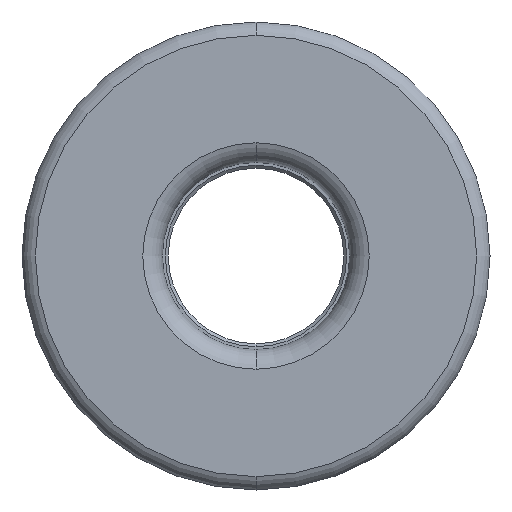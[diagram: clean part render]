
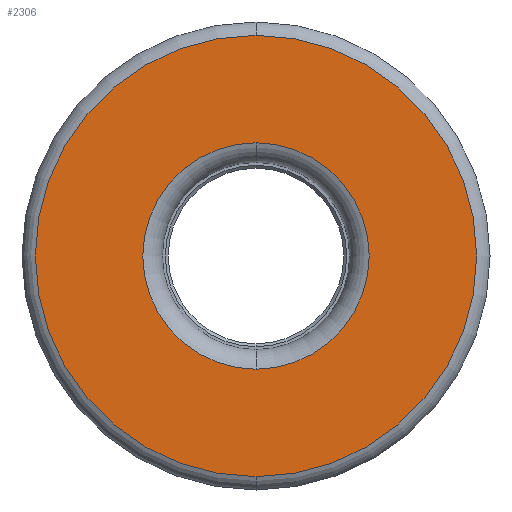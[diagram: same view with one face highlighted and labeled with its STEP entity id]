
A CAD part, left-side view. The second image highlights one B-rep face of the part: STEP entity #2306.
In plain terms, the highlighted planar face has unit normal (-1, 0, 0).
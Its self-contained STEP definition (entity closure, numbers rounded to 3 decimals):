
#1174=CARTESIAN_POINT('',(-1.75,0.,0.));
#1175=DIRECTION('',(-1.,0.,0.));
#1176=DIRECTION('',(0.,0.,-1.));
#1177=AXIS2_PLACEMENT_3D('',#1174,#1175,#1176);
#1182=CARTESIAN_POINT('',(-1.75,0.,0.));
#1183=DIRECTION('',(-1.,0.,0.));
#1184=DIRECTION('',(0.,0.,1.));
#1185=AXIS2_PLACEMENT_3D('',#1182,#1183,#1184);
#1190=CARTESIAN_POINT('',(-1.75,0.,0.));
#1191=DIRECTION('',(1.,0.,0.));
#1192=DIRECTION('',(0.,0.,1.));
#1193=AXIS2_PLACEMENT_3D('',#1190,#1191,#1192);
#1214=CARTESIAN_POINT('',(-1.75,0.,0.));
#1215=DIRECTION('',(1.,0.,0.));
#1216=DIRECTION('',(0.,0.,-1.));
#1217=AXIS2_PLACEMENT_3D('',#1214,#1215,#1216);
#1388=CARTESIAN_POINT('',(-1.75,0.,-1.935));
#1389=VERTEX_POINT('',#1388);
#1392=CARTESIAN_POINT('',(-1.75,0.,3.771));
#1393=CARTESIAN_POINT('',(-1.75,0.,-3.771));
#1394=VERTEX_POINT('',#1392);
#1395=VERTEX_POINT('',#1393);
#1406=CARTESIAN_POINT('',(-1.75,0.,1.935));
#1407=VERTEX_POINT('',#1406);
#2291=CARTESIAN_POINT('',(-1.75,-4.471,0.));
#2292=DIRECTION('',(1.,0.,0.));
#2293=DIRECTION('',(0.,1.,0.));
#2294=AXIS2_PLACEMENT_3D('',#2291,#2292,#2293);
#2295=PLANE('',#2294);
#2296=ORIENTED_EDGE('',*,*,#2285,.F.);
#2297=ORIENTED_EDGE('',*,*,#2270,.F.);
#2298=EDGE_LOOP('',(#2296,#2297));
#2299=FACE_OUTER_BOUND('',#2298,.F.);
#2301=ORIENTED_EDGE('',*,*,#2300,.F.);
#2303=ORIENTED_EDGE('',*,*,#2302,.F.);
#2304=EDGE_LOOP('',(#2301,#2303));
#2305=FACE_BOUND('',#2304,.F.);
#1178=CIRCLE('',#1177,3.771);
#1186=CIRCLE('',#1185,3.771);
#1194=CIRCLE('',#1193,1.935);
#1218=CIRCLE('',#1217,1.935);
#2270=EDGE_CURVE('',#1394,#1395,#1186,.T.);
#2285=EDGE_CURVE('',#1395,#1394,#1178,.T.);
#2300=EDGE_CURVE('',#1389,#1407,#1218,.T.);
#2302=EDGE_CURVE('',#1407,#1389,#1194,.T.);
#2306=ADVANCED_FACE('',(#2299,#2305),#2295,.F.);
